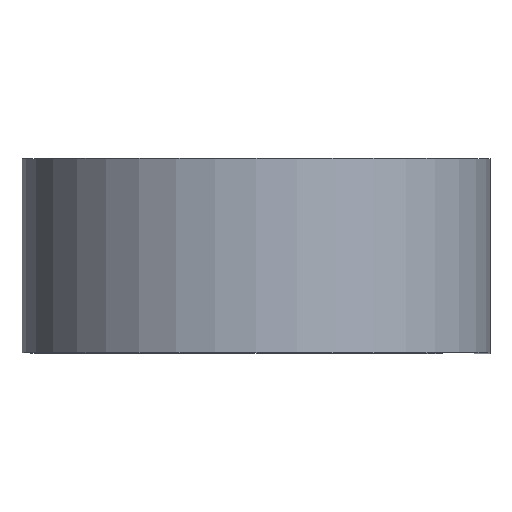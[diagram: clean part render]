
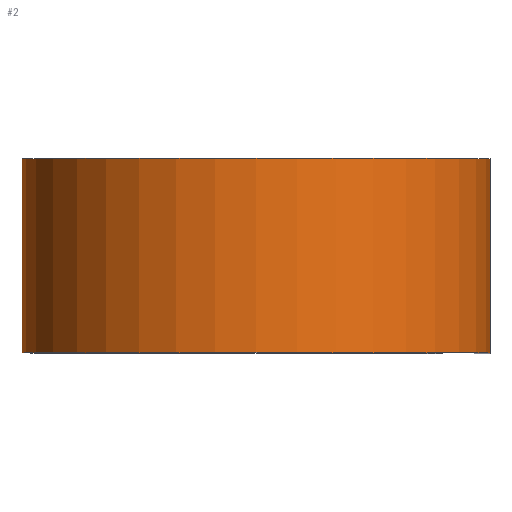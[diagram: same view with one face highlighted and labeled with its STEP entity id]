
A CAD part, top view. The second image highlights one B-rep face of the part: STEP entity #2.
In plain terms, the highlighted cylindrical face has radius 22.949 mm (diameter 45.898 mm), a partial arc.
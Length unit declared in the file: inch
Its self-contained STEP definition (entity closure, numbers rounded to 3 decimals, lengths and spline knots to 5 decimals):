
#2 = ADVANCED_FACE ( 'NONE', ( #51 ), #489, .T. ) ;
#30 = ORIENTED_EDGE ( 'NONE', *, *, #106, .T. ) ;
#31 = EDGE_LOOP ( 'NONE', ( #111, #526, #93, #30 ) ) ;
#34 = AXIS2_PLACEMENT_3D ( 'NONE', #136, #507, #197 ) ;
#51 = FACE_OUTER_BOUND ( 'NONE', #31, .T. ) ;
#59 = EDGE_CURVE ( 'NONE', #201, #110, #279, .T. ) ;
#72 = CARTESIAN_POINT ( 'NONE',  ( 0., 0.375, -0.9035 ) ) ;
#93 = ORIENTED_EDGE ( 'NONE', *, *, #607, .F. ) ;
#95 = VERTEX_POINT ( 'NONE', #235 ) ;
#106 = EDGE_CURVE ( 'NONE', #95, #359, #342, .T. ) ;
#110 = VERTEX_POINT ( 'NONE', #263 ) ;
#111 = ORIENTED_EDGE ( 'NONE', *, *, #215, .T. ) ;
#136 = CARTESIAN_POINT ( 'NONE',  ( 0., 0.375, 0. ) ) ;
#197 = DIRECTION ( 'NONE',  ( 1., 0., 0. ) ) ;
#201 = VERTEX_POINT ( 'NONE', #367 ) ;
#215 = EDGE_CURVE ( 'NONE', #359, #110, #365, .T. ) ;
#223 = DIRECTION ( 'NONE',  ( 0., -1., 0. ) ) ;
#235 = CARTESIAN_POINT ( 'NONE',  ( 0., 0.375, -0.9035 ) ) ;
#247 = VECTOR ( 'NONE', #540, 39.37008 ) ;
#263 = CARTESIAN_POINT ( 'NONE',  ( 0.9035, -0.375, 0. ) ) ;
#277 = CARTESIAN_POINT ( 'NONE',  ( 0., -0.375, -0.9035 ) ) ;
#279 = LINE ( 'NONE', #553, #247 ) ;
#295 = AXIS2_PLACEMENT_3D ( 'NONE', #503, #532, #506 ) ;
#300 = VECTOR ( 'NONE', #223, 39.37008 ) ;
#342 = LINE ( 'NONE', #72, #300 ) ;
#359 = VERTEX_POINT ( 'NONE', #277 ) ;
#365 = CIRCLE ( 'NONE', #557, 0.9035 ) ;
#367 = CARTESIAN_POINT ( 'NONE',  ( 0.9035, 0.375, 0. ) ) ;
#420 = DIRECTION ( 'NONE',  ( 0., 1., 0. ) ) ;
#441 = DIRECTION ( 'NONE',  ( 1., 0., 0. ) ) ;
#488 = CARTESIAN_POINT ( 'NONE',  ( 0., -0.375, 0. ) ) ;
#489 = CYLINDRICAL_SURFACE ( 'NONE', #295, 0.9035 ) ;
#503 = CARTESIAN_POINT ( 'NONE',  ( 0., 0.375, 0. ) ) ;
#506 = DIRECTION ( 'NONE',  ( 0., 0., -1. ) ) ;
#507 = DIRECTION ( 'NONE',  ( 0., 1., 0. ) ) ;
#526 = ORIENTED_EDGE ( 'NONE', *, *, #59, .F. ) ;
#532 = DIRECTION ( 'NONE',  ( 0., -1., 0. ) ) ;
#536 = CIRCLE ( 'NONE', #34, 0.9035 ) ;
#540 = DIRECTION ( 'NONE',  ( 0., -1., 0. ) ) ;
#553 = CARTESIAN_POINT ( 'NONE',  ( 0.9035, 0.375, 0. ) ) ;
#557 = AXIS2_PLACEMENT_3D ( 'NONE', #488, #420, #441 ) ;
#607 = EDGE_CURVE ( 'NONE', #95, #201, #536, .T. ) ;
